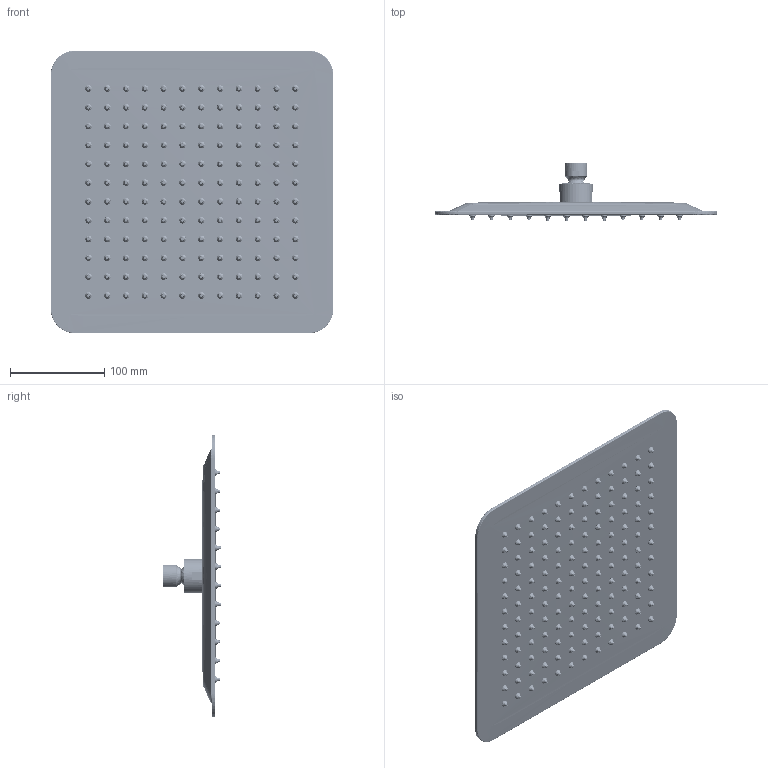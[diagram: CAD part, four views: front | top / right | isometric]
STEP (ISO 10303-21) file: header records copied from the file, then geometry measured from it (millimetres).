
FILE_DESCRIPTION (( 'STEP AP203' ), '1' );
FILE_NAME ('99ZP07373.STEP', '2025-01-07T07:45:07', ( '' ), ( '' ), 'SwSTEP 2.0', 'SolidWorks 2021', '' );
FILE_SCHEMA (( 'CONFIG_CONTROL_DESIGN' ));
Products named in the file (2): 99ZP07373; SW0136_CRSW0136
Assembly tree (1 placements, depth 2):
  99ZP07373
    SW0136_CRSW0136
Bounding box: 300 x 61.04 x 300 mm (x, y, z)
Volume: 687186.5 mm3; surface area: 548089.6 mm2
Topology: 10 solids, 10 shells, 4684 faces, 11600 edges, 7494 vertices
Faces by surface type: bspline 2370, plane 1000, cylinder 858, cone 455, torus 1
Full cylindrical faces by diameter (mm): 4.2 x1, 5.4 x144, 5.8 x144, 7 x144, 7.2 x1, 8 x144, 9.2 x144, 10 x1, 11 x4, 13 x2, 14.2 x1, 15 x4, 15.3 x4, 15.5 x16, 16.3 x4, 17 x16, 17.5 x4, 18 x2, 18.5 x16, 21 x5, 23.8 x1, 25 x1, 27.2 x1, 28.9 x5, 30 x1, 30.8 x1, 36 x1
Entity records: 438098 total; most frequent: CARTESIAN_POINT 361243, ORIENTED_EDGE 18918, EDGE_CURVE 9459, DIRECTION 7365, EDGE_LOOP 7336, VERTEX_POINT 6841, FACE_OUTER_BOUND 5773, B_SPLINE_CURVE_WITH_KNOTS 5746
